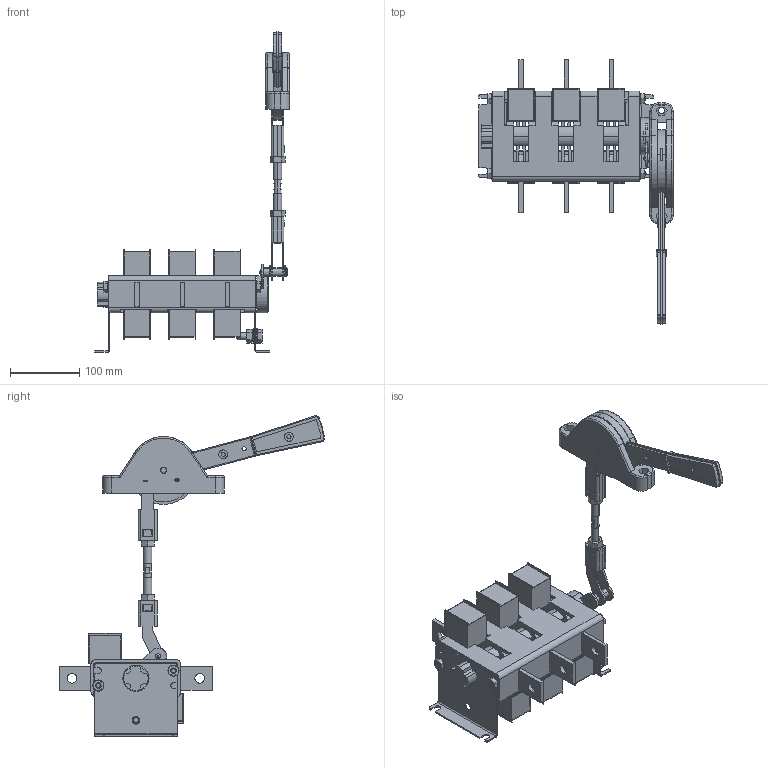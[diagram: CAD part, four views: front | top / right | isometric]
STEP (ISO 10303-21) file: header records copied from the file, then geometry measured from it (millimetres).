
FILE_DESCRIPTION (( 'STEP AP203' ), '1' );
FILE_NAME ('UVR32-39A31240-R.ÃÌ ÂÐ32Ó-39A31240-R 630À, 1 íàïðàâ. ñ ä.ã êàìåðàìè, ñ ïåðåäíåé ñìåù¸ííîé ðóêîÿòêîé.STEP', '2025-06-05T13:25:28', ( '' ), ( '' ), 'SwSTEP 2.0', 'SolidWorks 2021', '' );
FILE_SCHEMA (( 'CONFIG_CONTROL_DESIGN' ));
Length unit declared in the file: millimetre
Products named in the file (27): Âòóëêà_-01 § ª«¥¯ ­­ ï; Îñíîâàíèå ðóêîÿòêè_00; Êîïèÿ Çàãëóøêà^UVR32-H-630.ÃÌ Ïåðåäíÿÿ ñìåùåííàÿ ðóêîÿòêà äëÿ ÂÐ32Ó 31240 (1 íàïðàâëåíèå) 630À_00; Êîïèÿ Âòóëêà 2^UVR32-H-630.ÃÌ Ïåðåäíÿÿ ñìåùåííàÿ ðóêîÿòêà äëÿ ÂÐ32Ó 31240 (1 íàïðàâëåíèå) 630À_§ ª«¥¯ ­­ ï; Êîïèÿ Lock washer DIN 6799 - 9^UVR32-H-630.ÃÌ Ïåðåäíÿÿ ñìåùåííàÿ ðóêîÿòêà äëÿ ÂÐ32Ó 31240 (1 íàïðàâëåíèå) 630À_Lock washer DIN 6799 - 9; Êîïèÿ Òÿãà ÑÁ^UVR32-H-630.ÃÌ Ïåðåäíÿÿ ñìåùåííàÿ ðóêîÿòêà äëÿ ÂÐ32Ó 31240 (1 íàïðàâëåíèå) 630À_00; Êîïèÿ Âòóëêà 3^UVR32-H-630.ÃÌ Ïåðåäíÿÿ ñìåùåííàÿ ðóêîÿòêà äëÿ ÂÐ32Ó 31240 (1 íàïðàâëåíèå) 630À_00; 拺譇膻玁蠈錪_00; Êîïèÿ Êîðïóñ ðóêîÿòêè^UVR32-H-630.ÃÌ Ïåðåäíÿÿ ñìåùåííàÿ ðóêîÿòêà äëÿ ÂÐ32Ó 31240 (1 íàïðàâëåíèå) 630À_00; UVR32-39A31240-R.ÃÌ ÂÐ32Ó-39A31240-R 630À, 1 íàïðàâ. ñ ä.ã êàìåðàìè, ñ ïåðåäíåé ñìåù¸ííîé ðóêîÿòêîé; 扻豵鵨_00; 砑僔蠂縺 2_00; Êîïèÿ Òðàâåðñà ÑÁ^UVR32-H-630.ÃÌ Ïåðåäíÿÿ ñìåùåííàÿ ðóêîÿòêà äëÿ ÂÐ32Ó 31240 (1 íàïðàâëåíèå) 630À_00; Êîïèÿ Òÿãà 2 ÑÁ^UVR32-H-630.ÃÌ Ïåðåäíÿÿ ñìåùåííàÿ ðóêîÿòêà äëÿ ÂÐ32Ó 31240 (1 íàïðàâëåíèå) 630À_00; Ãàéêà M12 DIN 934_00; Òÿãà 2_-00 ¯àï¬ ï £¨¡ª ; Êîïèÿ Âûêëþ÷àòåëü-ðàçúåäèíèòåëü ÂÐ32Ó-39À31240-R^UVR32-39A31240-R.ÃÌ ÂÐ32Ó-39A31240-R 630À, 1 íàïðàâ. ñ ä.ã êàìåðàìè, ñ ïåðåäíåé ñìåù¸ííîé ðóêîÿòêîé_00; Òÿãà_-00 ¯àï¬ ï £¨¡ª ; 砑僔蠂縺_00; UVR32-H-630.ÃÌ Ïåðåäíÿÿ ñìåùåííàÿ ðóêîÿòêà äëÿ ÂÐ32Ó 31240 (1 íàïðàâëåíèå) 630À_00; Ðû÷àã ðóêîÿòêè_00; Òÿãà_-01 ®¡à â­ ï £¨¡ª ; Êîïèÿ Ðóêîÿòêà ÑÁ^UVR32-H-630.ÃÌ Ïåðåäíÿÿ ñìåùåííàÿ ðóêîÿòêà äëÿ ÂÐ32Ó 31240 (1 íàïðàâëåíèå) 630À_00; Âñòàâêà ðóêîÿòêè_00; Êîïèÿ Øïèëüêà^UVR32-H-630.ÃÌ Ïåðåäíÿÿ ñìåùåííàÿ ðóêîÿòêà äëÿ ÂÐ32Ó 31240 (1 íàïðàâëåíèå) 630À_00; Êîïèÿ Ãàéêà M12 DIN 934^UVR32-H-630.ÃÌ Ïåðåäíÿÿ ñìåùåííàÿ ðóêîÿòêà äëÿ ÂÐ32Ó 31240 (1 íàïðàâëåíèå) 630À_00; Òÿãà 2_-01 ®¡à â­ ï £¨¡ª 
Assembly tree (29 placements, depth 4):
  UVR32-39A31240-R.ÃÌ ÂÐ32Ó-39A31240-R 630À, 1 íàïðàâ. ñ ä.ã êàìåðàìè, ñ ïåðåäíåé ñìåù¸ííîé ðóêîÿòêîé
    Êîïèÿ Âûêëþ÷àòåëü-ðàçúåäèíèòåëü ÂÐ32Ó-39À31240-R^UVR32-39A31240-R.ÃÌ ÂÐ32Ó-39A31240-R 630À, 1 íàïðàâ. ñ ä.ã êàìåðàìè, ñ ïåðåäíåé ñìåù¸ííîé ðóêîÿòêîé_00
    UVR32-H-630.ÃÌ Ïåðåäíÿÿ ñìåùåííàÿ ðóêîÿòêà äëÿ ÂÐ32Ó 31240 (1 íàïðàâëåíèå) 630À_00
      Êîïèÿ Âòóëêà 2^UVR32-H-630.ÃÌ Ïåðåäíÿÿ ñìåùåííàÿ ðóêîÿòêà äëÿ ÂÐ32Ó 31240 (1 íàïðàâëåíèå) 630À_§ ª«¥¯ ­­ ï
      Êîïèÿ Âòóëêà 3^UVR32-H-630.ÃÌ Ïåðåäíÿÿ ñìåùåííàÿ ðóêîÿòêà äëÿ ÂÐ32Ó 31240 (1 íàïðàâëåíèå) 630À_00
      Êîïèÿ Çàãëóøêà^UVR32-H-630.ÃÌ Ïåðåäíÿÿ ñìåùåííàÿ ðóêîÿòêà äëÿ ÂÐ32Ó 31240 (1 íàïðàâëåíèå) 630À_00
      Êîïèÿ Êîðïóñ ðóêîÿòêè^UVR32-H-630.ÃÌ Ïåðåäíÿÿ ñìåùåííàÿ ðóêîÿòêà äëÿ ÂÐ32Ó 31240 (1 íàïðàâëåíèå) 630À_00
      Êîïèÿ Ðóêîÿòêà ÑÁ^UVR32-H-630.ÃÌ Ïåðåäíÿÿ ñìåùåííàÿ ðóêîÿòêà äëÿ ÂÐ32Ó 31240 (1 íàïðàâëåíèå) 630À_00
        Âñòàâêà ðóêîÿòêè_00
        拺譇膻玁蠈錪_00
        Îñíîâàíèå ðóêîÿòêè_00
        Ðû÷àã ðóêîÿòêè_00
      Êîïèÿ Òðàâåðñà ÑÁ^UVR32-H-630.ÃÌ Ïåðåäíÿÿ ñìåùåííàÿ ðóêîÿòêà äëÿ ÂÐ32Ó 31240 (1 íàïðàâëåíèå) 630À_00
        扻豵鵨_00
        砑僔蠂縺_00
        砑僔蠂縺 2_00
        Âòóëêà_-01 § ª«¥¯ ­­ ï
      Êîïèÿ Òÿãà 2 ÑÁ^UVR32-H-630.ÃÌ Ïåðåäíÿÿ ñìåùåííàÿ ðóêîÿòêà äëÿ ÂÐ32Ó 31240 (1 íàïðàâëåíèå) 630À_00
        Ãàéêà M12 DIN 934_00
        Òÿãà 2_-00 ¯àï¬ ï £¨¡ª 
        Òÿãà 2_-01 ®¡à â­ ï £¨¡ª 
      Êîïèÿ Òÿãà ÑÁ^UVR32-H-630.ÃÌ Ïåðåäíÿÿ ñìåùåííàÿ ðóêîÿòêà äëÿ ÂÐ32Ó 31240 (1 íàïðàâëåíèå) 630À_00
        Ãàéêà M12 DIN 934_00
        Òÿãà_-01 ®¡à â­ ï £¨¡ª 
        Òÿãà_-00 ¯àï¬ ï £¨¡ª 
      Êîïèÿ Øïèëüêà^UVR32-H-630.ÃÌ Ïåðåäíÿÿ ñìåùåííàÿ ðóêîÿòêà äëÿ ÂÐ32Ó 31240 (1 íàïðàâëåíèå) 630À_00
      Êîïèÿ Ãàéêà M12 DIN 934^UVR32-H-630.ÃÌ Ïåðåäíÿÿ ñìåùåííàÿ ðóêîÿòêà äëÿ ÂÐ32Ó 31240 (1 íàïðàâëåíèå) 630À_00  x2
      Êîïèÿ Lock washer DIN 6799 - 9^UVR32-H-630.ÃÌ Ïåðåäíÿÿ ñìåùåííàÿ ðóêîÿòêà äëÿ ÂÐ32Ó 31240 (1 íàïðàâëåíèå) 630À_Lock washer DIN 6799 - 9  x2
Bounding box: 280.85 x 381.6 x 461.6 mm (x, y, z)
Volume: 1538658.7 mm3; surface area: 611882 mm2
Topology: 62 solids, 62 shells, 1772 faces, 4623 edges, 3002 vertices
Faces by surface type: plane 1138, cylinder 538, cone 52, bspline 28, torus 16
Entity records: 57092 total; most frequent: CARTESIAN_POINT 11280, ORIENTED_EDGE 8922, DIRECTION 8881, EDGE_CURVE 4461, LINE 3171, VECTOR 3171, VERTEX_POINT 2902, AXIS2_PLACEMENT_3D 2855
